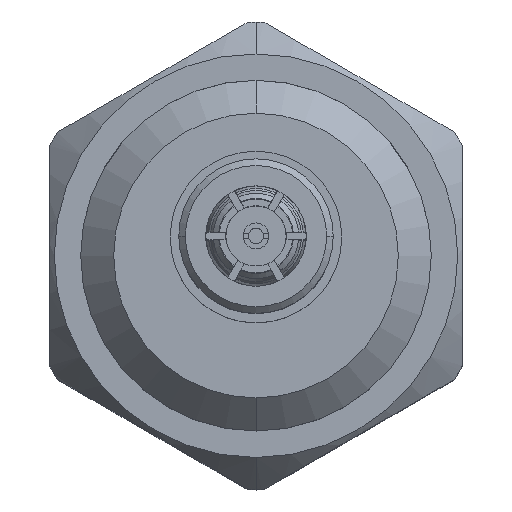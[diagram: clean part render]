
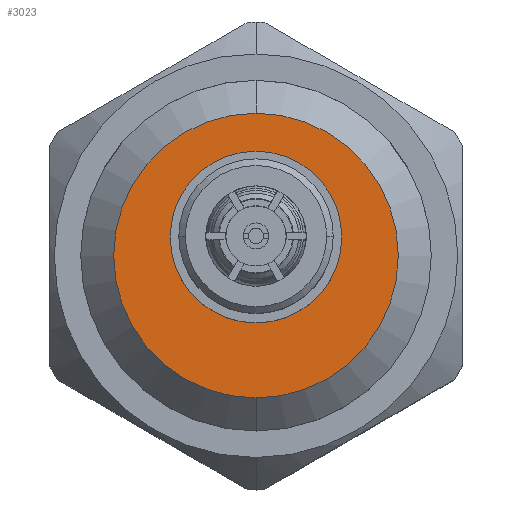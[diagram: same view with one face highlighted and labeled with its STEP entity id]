
A CAD part, top view. The second image highlights one B-rep face of the part: STEP entity #3023.
In plain terms, the highlighted face is planar.
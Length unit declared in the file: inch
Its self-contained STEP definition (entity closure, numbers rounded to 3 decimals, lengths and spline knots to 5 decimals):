
#328 = CIRCLE ( 'NONE', #11509, 0.0335 ) ;
#1231 = AXIS2_PLACEMENT_3D ( 'NONE', #1572, #8625, #13345 ) ;
#1284 = EDGE_CURVE ( 'NONE', #13164, #10517, #13365, .T. ) ;
#1572 = CARTESIAN_POINT ( 'NONE',  ( 0.38, 0., 0. ) ) ;
#1732 = AXIS2_PLACEMENT_3D ( 'NONE', #14206, #7323, #4762 ) ;
#2725 = CARTESIAN_POINT ( 'NONE',  ( 0.38, 0., 0. ) ) ;
#2851 = EDGE_CURVE ( 'NONE', #6042, #13333, #5470, .T. ) ;
#2983 = CIRCLE ( 'NONE', #4240, 0.10779 ) ;
#3023 = ADVANCED_FACE ( 'NONE', ( #9805, #5142 ), #13044, .T. ) ;
#3415 = EDGE_CURVE ( 'NONE', #13333, #6042, #2983, .T. ) ;
#4240 = AXIS2_PLACEMENT_3D ( 'NONE', #8087, #14415, #13022 ) ;
#4762 = DIRECTION ( 'NONE',  ( 0., 0., -1. ) ) ;
#5015 = CARTESIAN_POINT ( 'NONE',  ( 0.38, 0., 0.10779 ) ) ;
#5142 = FACE_BOUND ( 'NONE', #9424, .T. ) ;
#5470 = CIRCLE ( 'NONE', #10426, 0.10779 ) ;
#5626 = EDGE_LOOP ( 'NONE', ( #11522, #9935 ) ) ;
#5674 = CARTESIAN_POINT ( 'NONE',  ( 0.38, 0., -0.0335 ) ) ;
#6042 = VERTEX_POINT ( 'NONE', #13573 ) ;
#6058 = DIRECTION ( 'NONE',  ( 1., 0., 0. ) ) ;
#7323 = DIRECTION ( 'NONE',  ( -1., 0., 0. ) ) ;
#7455 = DIRECTION ( 'NONE',  ( 0., 0., -1. ) ) ;
#7633 = EDGE_CURVE ( 'NONE', #10517, #13164, #328, .T. ) ;
#8087 = CARTESIAN_POINT ( 'NONE',  ( 0.38, 0., 0. ) ) ;
#8510 = CARTESIAN_POINT ( 'NONE',  ( 0.38, 0., 0. ) ) ;
#8625 = DIRECTION ( 'NONE',  ( 1., 0., 0. ) ) ;
#8987 = CARTESIAN_POINT ( 'NONE',  ( 0.38, 0., 0.0335 ) ) ;
#9424 = EDGE_LOOP ( 'NONE', ( #15273, #11313 ) ) ;
#9805 = FACE_OUTER_BOUND ( 'NONE', #5626, .T. ) ;
#9935 = ORIENTED_EDGE ( 'NONE', *, *, #2851, .T. ) ;
#10426 = AXIS2_PLACEMENT_3D ( 'NONE', #2725, #6058, #7455 ) ;
#10517 = VERTEX_POINT ( 'NONE', #8987 ) ;
#11313 = ORIENTED_EDGE ( 'NONE', *, *, #7633, .T. ) ;
#11509 = AXIS2_PLACEMENT_3D ( 'NONE', #8510, #13230, #12078 ) ;
#11522 = ORIENTED_EDGE ( 'NONE', *, *, #3415, .T. ) ;
#12078 = DIRECTION ( 'NONE',  ( 0., 0., -1. ) ) ;
#13022 = DIRECTION ( 'NONE',  ( 0., 0., -1. ) ) ;
#13044 = PLANE ( 'NONE',  #1231 ) ;
#13164 = VERTEX_POINT ( 'NONE', #5674 ) ;
#13230 = DIRECTION ( 'NONE',  ( -1., 0., 0. ) ) ;
#13333 = VERTEX_POINT ( 'NONE', #5015 ) ;
#13345 = DIRECTION ( 'NONE',  ( 0., 0., -1. ) ) ;
#13365 = CIRCLE ( 'NONE', #1732, 0.0335 ) ;
#13573 = CARTESIAN_POINT ( 'NONE',  ( 0.38, 0., -0.10779 ) ) ;
#14206 = CARTESIAN_POINT ( 'NONE',  ( 0.38, 0., 0. ) ) ;
#14415 = DIRECTION ( 'NONE',  ( 1., 0., 0. ) ) ;
#15273 = ORIENTED_EDGE ( 'NONE', *, *, #1284, .T. ) ;
